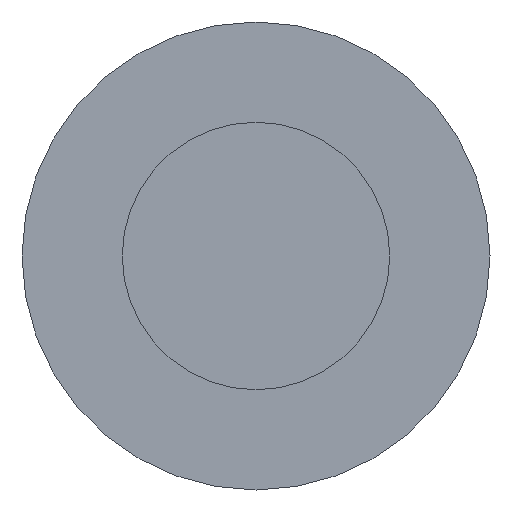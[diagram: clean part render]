
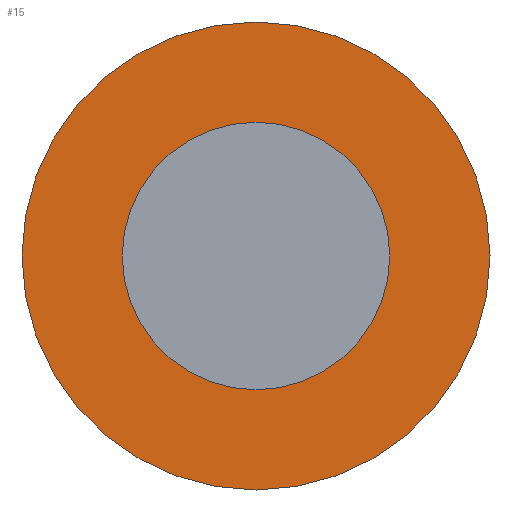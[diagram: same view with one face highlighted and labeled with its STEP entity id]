
A CAD part, front view. The second image highlights one B-rep face of the part: STEP entity #15.
In plain terms, the highlighted planar face has unit normal (0, -1, 0).
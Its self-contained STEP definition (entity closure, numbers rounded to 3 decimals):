
#2 = ORIENTED_EDGE ( 'NONE', *, *, #163, .T. ) ;
#7 = AXIS2_PLACEMENT_3D ( 'NONE', #187, #145, #28 ) ;
#11 = DIRECTION ( 'NONE',  ( 0., 0., 1. ) ) ;
#15 = ADVANCED_FACE ( 'NONE', ( #219, #111 ), #70, .F. ) ;
#28 = DIRECTION ( 'NONE',  ( 0., 0., 1. ) ) ;
#30 = ORIENTED_EDGE ( 'NONE', *, *, #129, .F. ) ;
#33 = AXIS2_PLACEMENT_3D ( 'NONE', #76, #38, #193 ) ;
#38 = DIRECTION ( 'NONE',  ( 0., 1., 0. ) ) ;
#46 = VERTEX_POINT ( 'NONE', #88 ) ;
#50 = CIRCLE ( 'NONE', #33, 1.5 ) ;
#58 = CARTESIAN_POINT ( 'NONE',  ( 0., 0., 2.625 ) ) ;
#70 = PLANE ( 'NONE',  #83 ) ;
#75 = EDGE_CURVE ( 'NONE', #222, #46, #105, .T. ) ;
#76 = CARTESIAN_POINT ( 'NONE',  ( 0., 0., 0. ) ) ;
#79 = DIRECTION ( 'NONE',  ( 0., 0., 1. ) ) ;
#83 = AXIS2_PLACEMENT_3D ( 'NONE', #144, #203, #107 ) ;
#84 = EDGE_LOOP ( 'NONE', ( #30, #211 ) ) ;
#85 = AXIS2_PLACEMENT_3D ( 'NONE', #149, #195, #79 ) ;
#86 = VERTEX_POINT ( 'NONE', #89 ) ;
#88 = CARTESIAN_POINT ( 'NONE',  ( 0., 0., -2.625 ) ) ;
#89 = CARTESIAN_POINT ( 'NONE',  ( 0., 0., -1.5 ) ) ;
#94 = CARTESIAN_POINT ( 'NONE',  ( 0., 0., 1.5 ) ) ;
#105 = CIRCLE ( 'NONE', #7, 2.625 ) ;
#107 = DIRECTION ( 'NONE',  ( 0., 0., 1. ) ) ;
#111 = FACE_OUTER_BOUND ( 'NONE', #84, .T. ) ;
#129 = EDGE_CURVE ( 'NONE', #46, #222, #238, .T. ) ;
#137 = CARTESIAN_POINT ( 'NONE',  ( 0., 0., 0. ) ) ;
#144 = CARTESIAN_POINT ( 'NONE',  ( 0., 0., 0. ) ) ;
#145 = DIRECTION ( 'NONE',  ( 0., 1., 0. ) ) ;
#149 = CARTESIAN_POINT ( 'NONE',  ( 0., 0., 0. ) ) ;
#150 = EDGE_LOOP ( 'NONE', ( #165, #2 ) ) ;
#163 = EDGE_CURVE ( 'NONE', #86, #175, #190, .T. ) ;
#165 = ORIENTED_EDGE ( 'NONE', *, *, #207, .T. ) ;
#175 = VERTEX_POINT ( 'NONE', #94 ) ;
#187 = CARTESIAN_POINT ( 'NONE',  ( 0., 0., 0. ) ) ;
#190 = CIRCLE ( 'NONE', #85, 1.5 ) ;
#193 = DIRECTION ( 'NONE',  ( 0., 0., 1. ) ) ;
#195 = DIRECTION ( 'NONE',  ( 0., 1., 0. ) ) ;
#203 = DIRECTION ( 'NONE',  ( 0., 1., 0. ) ) ;
#207 = EDGE_CURVE ( 'NONE', #175, #86, #50, .T. ) ;
#211 = ORIENTED_EDGE ( 'NONE', *, *, #75, .F. ) ;
#219 = FACE_BOUND ( 'NONE', #150, .T. ) ;
#222 = VERTEX_POINT ( 'NONE', #58 ) ;
#238 = CIRCLE ( 'NONE', #240, 2.625 ) ;
#240 = AXIS2_PLACEMENT_3D ( 'NONE', #137, #248, #11 ) ;
#248 = DIRECTION ( 'NONE',  ( 0., 1., 0. ) ) ;
